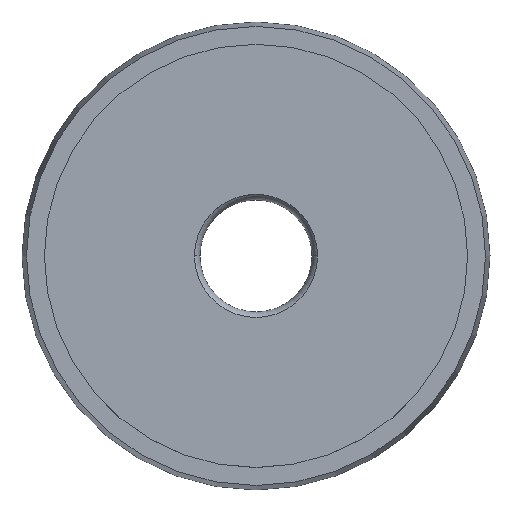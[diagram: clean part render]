
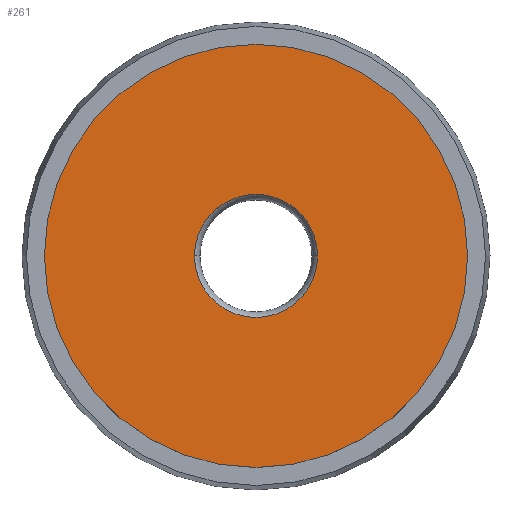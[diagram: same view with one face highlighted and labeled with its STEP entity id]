
A CAD part, top view. The second image highlights one B-rep face of the part: STEP entity #261.
In plain terms, the highlighted planar face has unit normal (0, 0, 1).
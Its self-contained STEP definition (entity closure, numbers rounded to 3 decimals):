
#1 = AXIS2_PLACEMENT_3D ( 'NONE', #589, #290, #385 ) ;
#14 = EDGE_CURVE ( 'NONE', #282, #183, #567, .T. ) ;
#18 = ORIENTED_EDGE ( 'NONE', *, *, #345, .F. ) ;
#32 = DIRECTION ( 'NONE',  ( 0., 0., 1. ) ) ;
#61 = AXIS2_PLACEMENT_3D ( 'NONE', #408, #214, #167 ) ;
#117 = ORIENTED_EDGE ( 'NONE', *, *, #631, .T. ) ;
#124 = CIRCLE ( 'NONE', #440, 2.75 ) ;
#148 = CARTESIAN_POINT ( 'NONE',  ( 0., 0., 0. ) ) ;
#154 = CARTESIAN_POINT ( 'NONE',  ( -2.75, 0., 0. ) ) ;
#167 = DIRECTION ( 'NONE',  ( 1., 0., 0. ) ) ;
#182 = VERTEX_POINT ( 'NONE', #320 ) ;
#183 = VERTEX_POINT ( 'NONE', #286 ) ;
#202 = CIRCLE ( 'NONE', #456, 9.45 ) ;
#214 = DIRECTION ( 'NONE',  ( 0., 0., 1. ) ) ;
#261 = ADVANCED_FACE ( 'NONE', ( #490, #513 ), #582, .F. ) ;
#282 = VERTEX_POINT ( 'NONE', #154 ) ;
#286 = CARTESIAN_POINT ( 'NONE',  ( 2.75, 0., 0. ) ) ;
#290 = DIRECTION ( 'NONE',  ( 0., 0., -1. ) ) ;
#299 = CARTESIAN_POINT ( 'NONE',  ( -9.45, 0., 0. ) ) ;
#310 = ORIENTED_EDGE ( 'NONE', *, *, #392, .T. ) ;
#315 = CARTESIAN_POINT ( 'NONE',  ( 0., 0., 0. ) ) ;
#320 = CARTESIAN_POINT ( 'NONE',  ( 9.45, 0., 0. ) ) ;
#332 = CARTESIAN_POINT ( 'NONE',  ( 0., 0., 0. ) ) ;
#337 = EDGE_LOOP ( 'NONE', ( #18, #602 ) ) ;
#343 = DIRECTION ( 'NONE',  ( 1., 0., 0. ) ) ;
#345 = EDGE_CURVE ( 'NONE', #183, #282, #124, .T. ) ;
#377 = CIRCLE ( 'NONE', #524, 9.45 ) ;
#385 = DIRECTION ( 'NONE',  ( -1., 0., 0. ) ) ;
#387 = DIRECTION ( 'NONE',  ( 0., 0., 1. ) ) ;
#392 = EDGE_CURVE ( 'NONE', #486, #182, #202, .T. ) ;
#398 = DIRECTION ( 'NONE',  ( 0., 0., 1. ) ) ;
#408 = CARTESIAN_POINT ( 'NONE',  ( 0., 0., 0. ) ) ;
#440 = AXIS2_PLACEMENT_3D ( 'NONE', #332, #387, #494 ) ;
#456 = AXIS2_PLACEMENT_3D ( 'NONE', #148, #398, #343 ) ;
#462 = DIRECTION ( 'NONE',  ( 1., 0., 0. ) ) ;
#486 = VERTEX_POINT ( 'NONE', #299 ) ;
#490 = FACE_BOUND ( 'NONE', #337, .T. ) ;
#494 = DIRECTION ( 'NONE',  ( 1., 0., 0. ) ) ;
#513 = FACE_OUTER_BOUND ( 'NONE', #519, .T. ) ;
#519 = EDGE_LOOP ( 'NONE', ( #117, #310 ) ) ;
#524 = AXIS2_PLACEMENT_3D ( 'NONE', #315, #32, #462 ) ;
#567 = CIRCLE ( 'NONE', #61, 2.75 ) ;
#582 = PLANE ( 'NONE',  #1 ) ;
#589 = CARTESIAN_POINT ( 'NONE',  ( 0., 0., 0. ) ) ;
#602 = ORIENTED_EDGE ( 'NONE', *, *, #14, .F. ) ;
#631 = EDGE_CURVE ( 'NONE', #182, #486, #377, .T. ) ;
